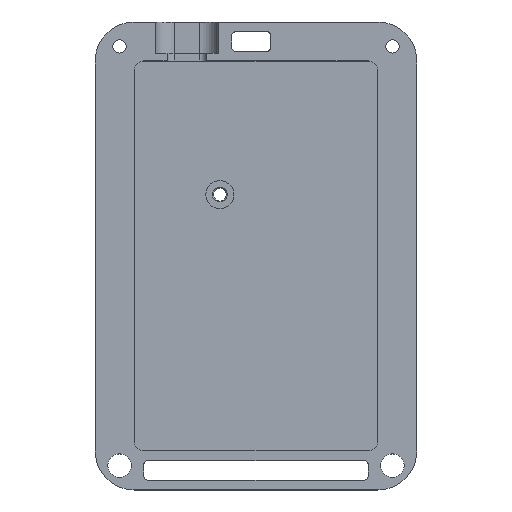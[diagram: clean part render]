
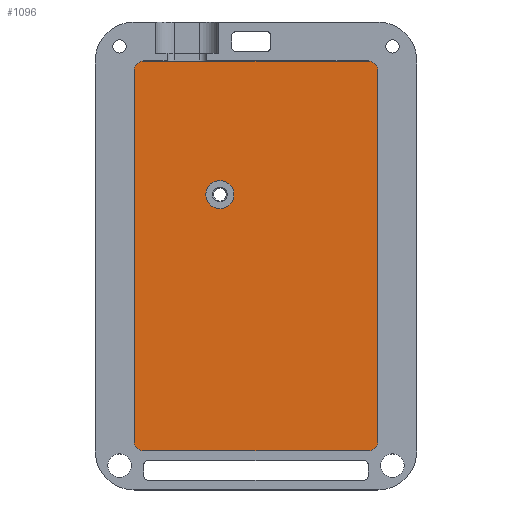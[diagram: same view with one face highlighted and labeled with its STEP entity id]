
A CAD part, top view. The second image highlights one B-rep face of the part: STEP entity #1096.
In plain terms, the highlighted planar face has unit normal (0, 0, 1).
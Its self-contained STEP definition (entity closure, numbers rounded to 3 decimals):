
#64=FACE_BOUND('',#216,.T.);
#86=PLANE('',#1232);
#140=FACE_OUTER_BOUND('',#215,.T.);
#215=EDGE_LOOP('',(#1004,#1005,#1006,#1007,#1008,#1009,#1010,#1011));
#216=EDGE_LOOP('',(#1012));
#297=LINE('',#1867,#386);
#304=LINE('',#1883,#393);
#305=LINE('',#1888,#394);
#306=LINE('',#1892,#395);
#386=VECTOR('',#1534,10.);
#393=VECTOR('',#1555,10.);
#394=VECTOR('',#1560,10.);
#395=VECTOR('',#1563,10.);
#466=CIRCLE('',#1233,2.5);
#467=CIRCLE('',#1234,2.5);
#468=CIRCLE('',#1235,2.5);
#469=CIRCLE('',#1236,2.5);
#470=CIRCLE('',#1237,3.6);
#565=VERTEX_POINT('',#1864);
#566=VERTEX_POINT('',#1866);
#567=VERTEX_POINT('',#1881);
#568=VERTEX_POINT('',#1882);
#569=VERTEX_POINT('',#1885);
#570=VERTEX_POINT('',#1887);
#571=VERTEX_POINT('',#1889);
#572=VERTEX_POINT('',#1891);
#573=VERTEX_POINT('',#1894);
#709=EDGE_CURVE('',#566,#565,#297,.T.);
#716=EDGE_CURVE('',#567,#568,#304,.T.);
#717=EDGE_CURVE('',#568,#566,#466,.T.);
#718=EDGE_CURVE('',#565,#569,#467,.T.);
#719=EDGE_CURVE('',#569,#570,#305,.T.);
#720=EDGE_CURVE('',#570,#571,#468,.T.);
#721=EDGE_CURVE('',#571,#572,#306,.T.);
#722=EDGE_CURVE('',#572,#567,#469,.T.);
#723=EDGE_CURVE('',#573,#573,#470,.T.);
#1004=ORIENTED_EDGE('',*,*,#716,.T.);
#1005=ORIENTED_EDGE('',*,*,#717,.T.);
#1006=ORIENTED_EDGE('',*,*,#709,.T.);
#1007=ORIENTED_EDGE('',*,*,#718,.T.);
#1008=ORIENTED_EDGE('',*,*,#719,.T.);
#1009=ORIENTED_EDGE('',*,*,#720,.T.);
#1010=ORIENTED_EDGE('',*,*,#721,.T.);
#1011=ORIENTED_EDGE('',*,*,#722,.T.);
#1012=ORIENTED_EDGE('',*,*,#723,.T.);
#1096=ADVANCED_FACE('',(#140,#64),#86,.T.);
#1232=AXIS2_PLACEMENT_3D('',#1880,#1553,#1554);
#1233=AXIS2_PLACEMENT_3D('',#1884,#1556,#1557);
#1234=AXIS2_PLACEMENT_3D('',#1886,#1558,#1559);
#1235=AXIS2_PLACEMENT_3D('',#1890,#1561,#1562);
#1236=AXIS2_PLACEMENT_3D('',#1893,#1564,#1565);
#1237=AXIS2_PLACEMENT_3D('',#1895,#1566,#1567);
#1534=DIRECTION('',(-1.,0.,0.));
#1553=DIRECTION('center_axis',(0.,0.,1.));
#1554=DIRECTION('ref_axis',(1.,0.,0.));
#1555=DIRECTION('',(0.,1.,0.));
#1556=DIRECTION('center_axis',(0.,0.,1.));
#1557=DIRECTION('ref_axis',(1.,0.,0.));
#1558=DIRECTION('center_axis',(0.,0.,1.));
#1559=DIRECTION('ref_axis',(0.,1.,0.));
#1560=DIRECTION('',(0.,-1.,0.));
#1561=DIRECTION('center_axis',(0.,0.,1.));
#1562=DIRECTION('ref_axis',(-1.,0.,0.));
#1563=DIRECTION('',(1.,0.,0.));
#1564=DIRECTION('center_axis',(0.,0.,1.));
#1565=DIRECTION('ref_axis',(0.,-1.,0.));
#1566=DIRECTION('center_axis',(0.,0.,-1.));
#1567=DIRECTION('ref_axis',(1.,0.,0.));
#1864=CARTESIAN_POINT('',(2.5,100.,14.));
#1866=CARTESIAN_POINT('',(60.,100.,14.));
#1867=CARTESIAN_POINT('',(2.875,100.,14.));
#1880=CARTESIAN_POINT('Origin',(58.,95.5,14.));
#1881=CARTESIAN_POINT('',(62.5,2.5,14.));
#1882=CARTESIAN_POINT('',(62.5,97.5,14.));
#1883=CARTESIAN_POINT('',(62.5,50.375,14.));
#1884=CARTESIAN_POINT('Origin',(60.,97.5,14.));
#1885=CARTESIAN_POINT('',(0.,97.5,14.));
#1886=CARTESIAN_POINT('Origin',(2.5,97.5,14.));
#1887=CARTESIAN_POINT('',(0.,2.5,14.));
#1888=CARTESIAN_POINT('',(0.,2.875,14.));
#1889=CARTESIAN_POINT('',(2.5,0.,14.));
#1890=CARTESIAN_POINT('Origin',(2.5,2.5,14.));
#1891=CARTESIAN_POINT('',(60.,0.,14.));
#1892=CARTESIAN_POINT('',(31.625,0.,14.));
#1893=CARTESIAN_POINT('Origin',(60.,2.5,14.));
#1894=CARTESIAN_POINT('',(18.4,65.75,14.));
#1895=CARTESIAN_POINT('Origin',(22.,65.75,14.));
